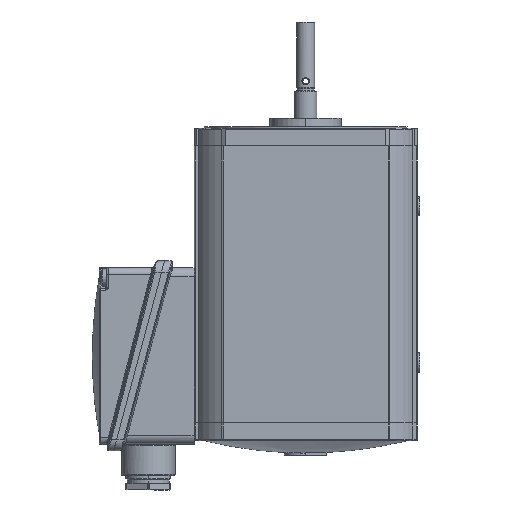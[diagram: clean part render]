
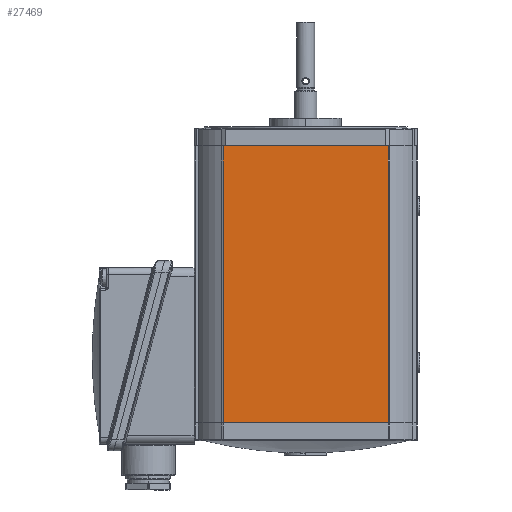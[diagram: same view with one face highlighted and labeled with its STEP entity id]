
A CAD part, left-side view. The second image highlights one B-rep face of the part: STEP entity #27469.
In plain terms, the highlighted planar face has unit normal (-1, 0, 0).
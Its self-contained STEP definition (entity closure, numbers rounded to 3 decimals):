
#4093 = CARTESIAN_POINT ( 'NONE',  ( -50., -37., -126. ) ) ;
#4097 = PLANE ( 'NONE',  #4754 ) ;
#4099 = DIRECTION ( 'NONE',  ( -1., 0., 0. ) ) ;
#4100 = DIRECTION ( 'NONE',  ( 0., 0., 1. ) ) ;
#4754 = AXIS2_PLACEMENT_3D ( 'NONE', #4093, #4099, #4100 ) ;
#7161 = LINE ( 'NONE', #21820, #7171 ) ;
#7171 = VECTOR ( 'NONE', #21816, 1000. ) ;
#7173 = LINE ( 'NONE', #21828, #7177 ) ;
#7177 = VECTOR ( 'NONE', #21834, 1000. ) ;
#7188 = LINE ( 'NONE', #21853, #7190 ) ;
#7190 = VECTOR ( 'NONE', #21854, 1000. ) ;
#7203 = LINE ( 'NONE', #22026, #7206 ) ;
#7206 = VECTOR ( 'NONE', #22027, 1000. ) ;
#12803 = FACE_OUTER_BOUND ( 'NONE', #16118, .T. ) ;
#13113 = CARTESIAN_POINT ( 'NONE',  ( -50., 37., -1. ) ) ;
#13124 = CARTESIAN_POINT ( 'NONE',  ( -50., 37., -125. ) ) ;
#13125 = CARTESIAN_POINT ( 'NONE',  ( -50., -37., -1. ) ) ;
#13132 = CARTESIAN_POINT ( 'NONE',  ( -50., -37., -125. ) ) ;
#16118 = EDGE_LOOP ( 'NONE', ( #32327, #32328, #32329, #32330 ) ) ;
#17700 = VERTEX_POINT ( 'NONE', #13113 ) ;
#17714 = VERTEX_POINT ( 'NONE', #13124 ) ;
#17715 = VERTEX_POINT ( 'NONE', #13125 ) ;
#17722 = VERTEX_POINT ( 'NONE', #13132 ) ;
#21816 = DIRECTION ( 'NONE',  ( 0., 0., 1. ) ) ;
#21820 = CARTESIAN_POINT ( 'NONE',  ( -50., -37., -126. ) ) ;
#21828 = CARTESIAN_POINT ( 'NONE',  ( -50., -37., -125. ) ) ;
#21834 = DIRECTION ( 'NONE',  ( 0., -1., 0. ) ) ;
#21853 = CARTESIAN_POINT ( 'NONE',  ( -50., 37., -126. ) ) ;
#21854 = DIRECTION ( 'NONE',  ( 0., 0., -1. ) ) ;
#22026 = CARTESIAN_POINT ( 'NONE',  ( -50., -37., -1. ) ) ;
#22027 = DIRECTION ( 'NONE',  ( 0., 1., 0. ) ) ;
#27469 = ADVANCED_FACE ( 'NONE', ( #12803 ), #4097, .T. ) ;
#30566 = EDGE_CURVE ( 'NONE', #17722, #17715, #7161, .T. ) ;
#30570 = EDGE_CURVE ( 'NONE', #17714, #17722, #7173, .T. ) ;
#30580 = EDGE_CURVE ( 'NONE', #17700, #17714, #7188, .T. ) ;
#30592 = EDGE_CURVE ( 'NONE', #17715, #17700, #7203, .T. ) ;
#32327 = ORIENTED_EDGE ( 'NONE', *, *, #30580, .T. ) ;
#32328 = ORIENTED_EDGE ( 'NONE', *, *, #30570, .T. ) ;
#32329 = ORIENTED_EDGE ( 'NONE', *, *, #30566, .T. ) ;
#32330 = ORIENTED_EDGE ( 'NONE', *, *, #30592, .T. ) ;
